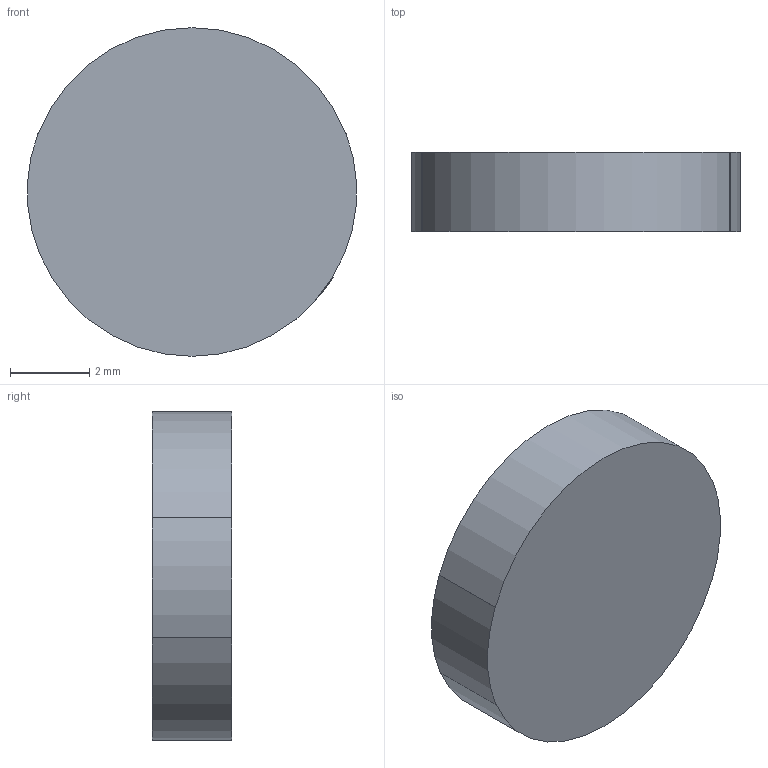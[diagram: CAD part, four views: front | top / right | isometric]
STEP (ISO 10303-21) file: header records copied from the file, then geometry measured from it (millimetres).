
FILE_DESCRIPTION (( 'STEP AP214' ), '1' );
FILE_NAME ('CTN010613.STEP', '2017-05-27T01:53:28', ( '' ), ( '' ), 'SwSTEP 2.0', 'SolidWorks 2016', '' );
FILE_SCHEMA (( 'AUTOMOTIVE_DESIGN' ));
Length unit declared in the file: millimetre
Products named in the file (1): CTN010613
Bounding box: 8.3 x 2 x 8.3 mm (x, y, z)
Volume: 108.3 mm3; surface area: 160.6 mm2
Topology: 1 solids, 1 shells, 14 faces, 33 edges, 22 vertices
Faces by surface type: cylinder 6, plane 6, bspline 2
Entity records: 685 total; most frequent: CARTESIAN_POINT 178, ORIENTED_EDGE 66, DIRECTION 63, EDGE_CURVE 33, AXIS2_PLACEMENT_3D 23, VERTEX_POINT 22, UNCERTAINTY_MEASURE_WITH_UNIT 17, VECTOR 17
